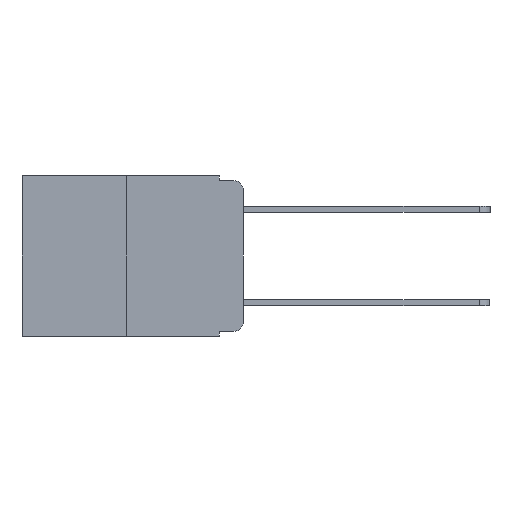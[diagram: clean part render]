
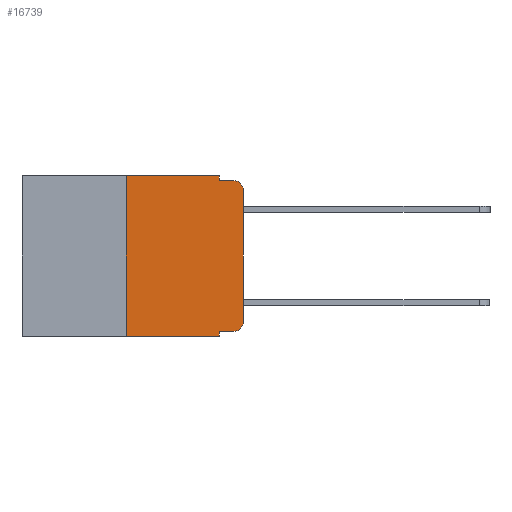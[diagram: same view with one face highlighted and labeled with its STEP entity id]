
A CAD part, left-side view. The second image highlights one B-rep face of the part: STEP entity #16739.
In plain terms, the highlighted planar face has unit normal (-1, 0, 0).
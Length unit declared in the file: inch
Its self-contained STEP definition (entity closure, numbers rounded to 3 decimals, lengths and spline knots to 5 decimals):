
#227 = VERTEX_POINT ( 'NONE', #1070 ) ;
#512 = CARTESIAN_POINT ( 'NONE',  ( 0., 0., 0. ) ) ;
#1070 = CARTESIAN_POINT ( 'NONE',  ( 0., 0., -0.313 ) ) ;
#1086 = DIRECTION ( 'NONE',  ( 0., 0., -1. ) ) ;
#1978 = VERTEX_POINT ( 'NONE', #21801 ) ;
#2114 = EDGE_CURVE ( 'NONE', #15860, #5306, #18531, .T. ) ;
#2645 = ORIENTED_EDGE ( 'NONE', *, *, #17881, .T. ) ;
#3242 = CARTESIAN_POINT ( 'NONE',  ( 0., 0.02, -0.333 ) ) ;
#3305 = VECTOR ( 'NONE', #19101, 39.37008 ) ;
#4366 = CARTESIAN_POINT ( 'NONE',  ( 0., 0.051, 0. ) ) ;
#4462 = DIRECTION ( 'NONE',  ( -1., 0., 0. ) ) ;
#4510 = EDGE_CURVE ( 'NONE', #4607, #14667, #10470, .T. ) ;
#4607 = VERTEX_POINT ( 'NONE', #4366 ) ;
#5031 = CARTESIAN_POINT ( 'NONE',  ( 0., 0.473, 0. ) ) ;
#5306 = VERTEX_POINT ( 'NONE', #19891 ) ;
#5330 = EDGE_CURVE ( 'NONE', #14667, #5306, #21887, .T. ) ;
#5359 = EDGE_LOOP ( 'NONE', ( #19144, #18050, #16945, #20763, #10932, #19707, #18621, #8711, #2645, #11196 ) ) ;
#5441 = CARTESIAN_POINT ( 'NONE',  ( 0., 0.25, 0. ) ) ;
#5646 = VECTOR ( 'NONE', #17254, 39.37008 ) ;
#6702 = CARTESIAN_POINT ( 'NONE',  ( 0., 0.051, 0. ) ) ;
#6868 = DIRECTION ( 'NONE',  ( 0., 0., -1. ) ) ;
#7298 = DIRECTION ( 'NONE',  ( 0., 0., 1. ) ) ;
#7931 = DIRECTION ( 'NONE',  ( 0., -1., 0. ) ) ;
#8711 = ORIENTED_EDGE ( 'NONE', *, *, #14904, .F. ) ;
#8745 = EDGE_CURVE ( 'NONE', #12200, #21746, #18477, .T. ) ;
#8783 = LINE ( 'NONE', #6702, #3305 ) ;
#9124 = VECTOR ( 'NONE', #17931, 39.37008 ) ;
#9506 = CARTESIAN_POINT ( 'NONE',  ( 0., 0.051, -0.01 ) ) ;
#10211 = EDGE_CURVE ( 'NONE', #227, #15860, #20820, .T. ) ;
#10470 = LINE ( 'NONE', #16436, #5646 ) ;
#10620 = DIRECTION ( 'NONE',  ( 0., -1., 0. ) ) ;
#10932 = ORIENTED_EDGE ( 'NONE', *, *, #13051, .F. ) ;
#11196 = ORIENTED_EDGE ( 'NONE', *, *, #14751, .T. ) ;
#11464 = CARTESIAN_POINT ( 'NONE',  ( 0., 0., -0.03 ) ) ;
#12200 = VERTEX_POINT ( 'NONE', #12561 ) ;
#12555 = LINE ( 'NONE', #14928, #21264 ) ;
#12561 = CARTESIAN_POINT ( 'NONE',  ( 0., 0.25, -0.343 ) ) ;
#13051 = EDGE_CURVE ( 'NONE', #1978, #4607, #12555, .T. ) ;
#13112 = AXIS2_PLACEMENT_3D ( 'NONE', #15561, #21029, #1086 ) ;
#13289 = DIRECTION ( 'NONE',  ( 0., 0., 1. ) ) ;
#14667 = VERTEX_POINT ( 'NONE', #21804 ) ;
#14751 = EDGE_CURVE ( 'NONE', #21632, #227, #16235, .T. ) ;
#14802 = FACE_OUTER_BOUND ( 'NONE', #5359, .T. ) ;
#14835 = VECTOR ( 'NONE', #7298, 39.37008 ) ;
#14904 = EDGE_CURVE ( 'NONE', #17908, #21746, #8783, .T. ) ;
#14928 = CARTESIAN_POINT ( 'NONE',  ( 0., 0.473, 0. ) ) ;
#15011 = LINE ( 'NONE', #19294, #19086 ) ;
#15237 = CARTESIAN_POINT ( 'NONE',  ( 0., 0.02, -0.313 ) ) ;
#15561 = CARTESIAN_POINT ( 'NONE',  ( 0., 0.02, -0.03 ) ) ;
#15747 = PLANE ( 'NONE',  #17121 ) ;
#15860 = VERTEX_POINT ( 'NONE', #11464 ) ;
#15947 = CARTESIAN_POINT ( 'NONE',  ( 0., 0.051, -0.333 ) ) ;
#16201 = CARTESIAN_POINT ( 'NONE',  ( 0., 0.051, -0.343 ) ) ;
#16235 = CIRCLE ( 'NONE', #20132, 0.02 ) ;
#16436 = CARTESIAN_POINT ( 'NONE',  ( 0., 0.051, 0. ) ) ;
#16653 = DIRECTION ( 'NONE',  ( 0., -1., 0. ) ) ;
#16739 = ADVANCED_FACE ( 'NONE', ( #14802 ), #15747, .F. ) ;
#16945 = ORIENTED_EDGE ( 'NONE', *, *, #5330, .F. ) ;
#16961 = DIRECTION ( 'NONE',  ( 0., 0., -1. ) ) ;
#17121 = AXIS2_PLACEMENT_3D ( 'NONE', #5031, #17497, #6868 ) ;
#17254 = DIRECTION ( 'NONE',  ( 0., 0., -1. ) ) ;
#17311 = VECTOR ( 'NONE', #7931, 39.37008 ) ;
#17497 = DIRECTION ( 'NONE',  ( 1., 0., 0. ) ) ;
#17881 = EDGE_CURVE ( 'NONE', #17908, #21632, #15011, .T. ) ;
#17908 = VERTEX_POINT ( 'NONE', #15947 ) ;
#17931 = DIRECTION ( 'NONE',  ( 0., -1., 0. ) ) ;
#18050 = ORIENTED_EDGE ( 'NONE', *, *, #2114, .T. ) ;
#18477 = LINE ( 'NONE', #23033, #9124 ) ;
#18531 = CIRCLE ( 'NONE', #13112, 0.02 ) ;
#18621 = ORIENTED_EDGE ( 'NONE', *, *, #8745, .T. ) ;
#19086 = VECTOR ( 'NONE', #10620, 39.37008 ) ;
#19101 = DIRECTION ( 'NONE',  ( 0., 0., -1. ) ) ;
#19144 = ORIENTED_EDGE ( 'NONE', *, *, #10211, .T. ) ;
#19294 = CARTESIAN_POINT ( 'NONE',  ( 0., 0.051, -0.333 ) ) ;
#19434 = LINE ( 'NONE', #5441, #14835 ) ;
#19707 = ORIENTED_EDGE ( 'NONE', *, *, #21131, .F. ) ;
#19891 = CARTESIAN_POINT ( 'NONE',  ( 0., 0.02, -0.01 ) ) ;
#20132 = AXIS2_PLACEMENT_3D ( 'NONE', #15237, #4462, #16961 ) ;
#20278 = VECTOR ( 'NONE', #13289, 39.37008 ) ;
#20763 = ORIENTED_EDGE ( 'NONE', *, *, #4510, .F. ) ;
#20820 = LINE ( 'NONE', #512, #20278 ) ;
#21029 = DIRECTION ( 'NONE',  ( -1., 0., 0. ) ) ;
#21131 = EDGE_CURVE ( 'NONE', #12200, #1978, #19434, .T. ) ;
#21264 = VECTOR ( 'NONE', #16653, 39.37008 ) ;
#21632 = VERTEX_POINT ( 'NONE', #3242 ) ;
#21746 = VERTEX_POINT ( 'NONE', #16201 ) ;
#21801 = CARTESIAN_POINT ( 'NONE',  ( 0., 0.25, 0. ) ) ;
#21804 = CARTESIAN_POINT ( 'NONE',  ( 0., 0.051, -0.01 ) ) ;
#21887 = LINE ( 'NONE', #9506, #17311 ) ;
#23033 = CARTESIAN_POINT ( 'NONE',  ( 0., 0.473, -0.343 ) ) ;
